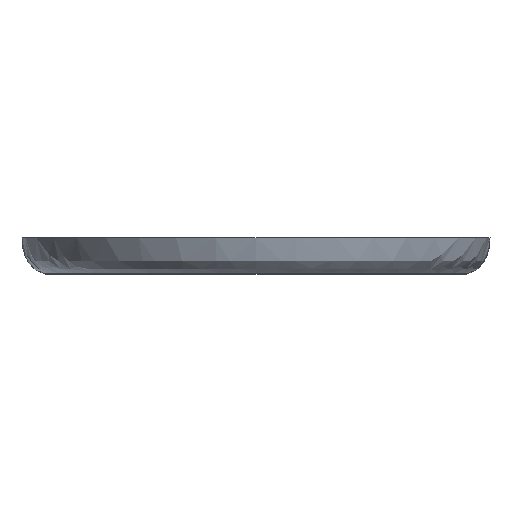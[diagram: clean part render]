
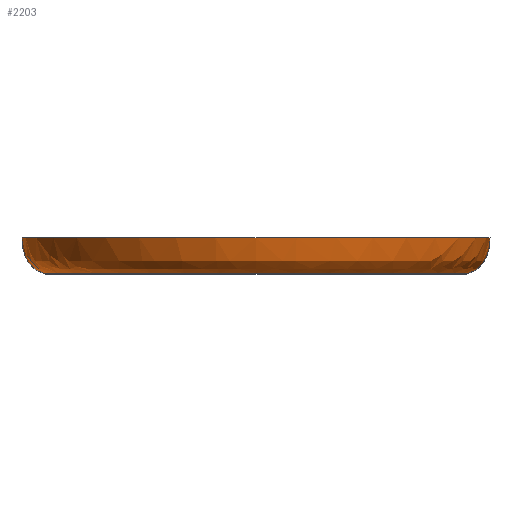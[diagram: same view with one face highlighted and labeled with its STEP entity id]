
A CAD part, top view. The second image highlights one B-rep face of the part: STEP entity #2203.
In plain terms, the highlighted free-form (B-spline) face has degree [2, 3] with [3, 4] control points.
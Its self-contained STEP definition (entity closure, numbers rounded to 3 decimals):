
#354 = VERTEX_POINT ( 'NONE', #1685 ) ;
#761 = CARTESIAN_POINT ( 'NONE',  ( 38.5, -5., 69.569 ) ) ;
#858 = DIRECTION ( 'NONE',  ( 1., 0., 0. ) ) ;
#1081 = CARTESIAN_POINT ( 'NONE',  ( 42.75, 1.478, 69.569 ) ) ;
#1095 = CARTESIAN_POINT ( 'NONE',  ( -42.75, 1.478, 69.569 ) ) ;
#1166 = VERTEX_POINT ( 'NONE', #1322 ) ;
#1322 = CARTESIAN_POINT ( 'NONE',  ( 38.5, -5., 69.569 ) ) ;
#1359 = B_SPLINE_CURVE_WITH_KNOTS ( 'NONE', 2,
 ( #2656, #2026, #2686 ),
 .UNSPECIFIED., .F., .F.,
 ( 3, 3 ),
 ( 0., 0.918 ),
 .UNSPECIFIED. ) ;
#1438 = EDGE_CURVE ( 'NONE', #4151, #1961, #1992, .T. ) ;
#1458 = EDGE_LOOP ( 'NONE', ( #3563, #4199, #2275, #3881 ) ) ;
#1501 = DIRECTION ( 'NONE',  ( 0., -1., 0. ) ) ;
#1564 = FACE_OUTER_BOUND ( 'NONE', #1458, .T. ) ;
#1572 = AXIS2_PLACEMENT_3D ( 'NONE', #2881, #1501, #858 ) ;
#1628 = EDGE_CURVE ( 'NONE', #1166, #4151, #2888, .T. ) ;
#1685 = CARTESIAN_POINT ( 'NONE',  ( -38.5, -5., 69.569 ) ) ;
#1799 = CARTESIAN_POINT ( 'NONE',  ( -38.5, -5., 69.569 ) ) ;
#1955 = AXIS2_PLACEMENT_3D ( 'NONE', #2893, #4266, #2906 ) ;
#1961 = VERTEX_POINT ( 'NONE', #3988 ) ;
#1992 = CIRCLE ( 'NONE', #1572, 42.75 ) ;
#1999 =( BOUNDED_SURFACE ( )  B_SPLINE_SURFACE ( 2, 3, ( 
 ( #761, #3839, #2492, #1799 ),
 ( #2440, #2456, #4190, #2128 ),
 ( #1081, #2796, #3149, #1095 ) ),
 .UNSPECIFIED., .F., .F., .F. ) 
 B_SPLINE_SURFACE_WITH_KNOTS ( ( 3, 3 ),
 ( 4, 4 ),
 ( 0., 1. ),
 ( 0., 1. ),
 .UNSPECIFIED. ) 
 GEOMETRIC_REPRESENTATION_ITEM ( )  RATIONAL_B_SPLINE_SURFACE ( (
 ( 1., 0.333, 0.333, 1.),
 ( 1., 0.333, 0.333, 1.),
 ( 1., 0.333, 0.333, 1.) ) ) 
 REPRESENTATION_ITEM ( '' )  SURFACE ( )  );
#2026 = CARTESIAN_POINT ( 'NONE',  ( -42.59, -3.9, 69.569 ) ) ;
#2117 = CARTESIAN_POINT ( 'NONE',  ( 38.5, -5., 69.569 ) ) ;
#2128 = CARTESIAN_POINT ( 'NONE',  ( -42.59, -3.9, 69.569 ) ) ;
#2203 = ADVANCED_FACE ( 'NONE', ( #1564 ), #1999, .T. ) ;
#2275 = ORIENTED_EDGE ( 'NONE', *, *, #2537, .F. ) ;
#2440 = CARTESIAN_POINT ( 'NONE',  ( 42.59, -3.9, 69.569 ) ) ;
#2456 = CARTESIAN_POINT ( 'NONE',  ( 42.59, -3.9, 154.749 ) ) ;
#2492 = CARTESIAN_POINT ( 'NONE',  ( -38.5, -5., 146.569 ) ) ;
#2537 = EDGE_CURVE ( 'NONE', #1166, #354, #2733, .T. ) ;
#2656 = CARTESIAN_POINT ( 'NONE',  ( -38.5, -5., 69.569 ) ) ;
#2686 = CARTESIAN_POINT ( 'NONE',  ( -42.75, 1.478, 69.569 ) ) ;
#2733 = CIRCLE ( 'NONE', #1955, 38.5 ) ;
#2796 = CARTESIAN_POINT ( 'NONE',  ( 42.75, 1.478, 155.069 ) ) ;
#2797 = CARTESIAN_POINT ( 'NONE',  ( 42.75, 1.478, 69.569 ) ) ;
#2881 = CARTESIAN_POINT ( 'NONE',  ( 0., 1.478, 69.569 ) ) ;
#2888 = B_SPLINE_CURVE_WITH_KNOTS ( 'NONE', 2,
 ( #2117, #3167, #2797 ),
 .UNSPECIFIED., .F., .F.,
 ( 3, 3 ),
 ( 0., 0.918 ),
 .UNSPECIFIED. ) ;
#2893 = CARTESIAN_POINT ( 'NONE',  ( 0., -5., 69.569 ) ) ;
#2906 = DIRECTION ( 'NONE',  ( 1., 0., 0. ) ) ;
#3149 = CARTESIAN_POINT ( 'NONE',  ( -42.75, 1.478, 155.069 ) ) ;
#3167 = CARTESIAN_POINT ( 'NONE',  ( 42.59, -3.9, 69.569 ) ) ;
#3455 = EDGE_CURVE ( 'NONE', #354, #1961, #1359, .T. ) ;
#3563 = ORIENTED_EDGE ( 'NONE', *, *, #1438, .T. ) ;
#3839 = CARTESIAN_POINT ( 'NONE',  ( 38.5, -5., 146.569 ) ) ;
#3881 = ORIENTED_EDGE ( 'NONE', *, *, #1628, .T. ) ;
#3988 = CARTESIAN_POINT ( 'NONE',  ( -42.75, 1.478, 69.569 ) ) ;
#4148 = CARTESIAN_POINT ( 'NONE',  ( 42.75, 1.478, 69.569 ) ) ;
#4151 = VERTEX_POINT ( 'NONE', #4148 ) ;
#4190 = CARTESIAN_POINT ( 'NONE',  ( -42.59, -3.9, 154.749 ) ) ;
#4199 = ORIENTED_EDGE ( 'NONE', *, *, #3455, .F. ) ;
#4266 = DIRECTION ( 'NONE',  ( 0., -1., 0. ) ) ;
